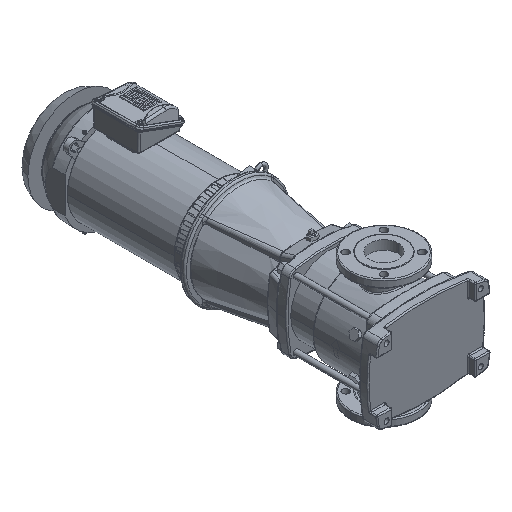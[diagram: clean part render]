
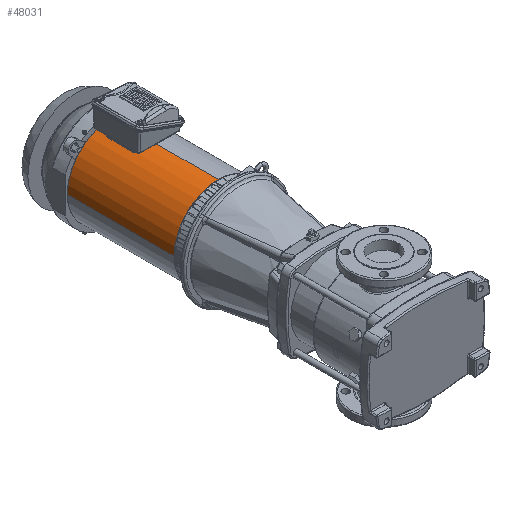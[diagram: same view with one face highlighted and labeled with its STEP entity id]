
A CAD part, isometric view. The second image highlights one B-rep face of the part: STEP entity #48031.
In plain terms, the highlighted cylindrical face has radius 124.3 mm (diameter 248.6 mm), a partial arc.
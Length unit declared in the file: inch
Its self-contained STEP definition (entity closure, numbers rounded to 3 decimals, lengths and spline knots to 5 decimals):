
#22 = ORIENTED_EDGE ( 'NONE', *, *, #70369, .F. ) ;
#598 = DIRECTION ( 'NONE',  ( -1., 0., 0. ) ) ;
#2065 = DIRECTION ( 'NONE',  ( 0., -1., 0. ) ) ;
#2266 = LINE ( 'NONE', #91419, #111382 ) ;
#4056 = AXIS2_PLACEMENT_3D ( 'NONE', #131179, #86184, #40483 ) ;
#6386 = AXIS2_PLACEMENT_3D ( 'NONE', #78088, #66287, #47090 ) ;
#7452 = VERTEX_POINT ( 'NONE', #93017 ) ;
#35059 = VERTEX_POINT ( 'NONE', #113675 ) ;
#40483 = DIRECTION ( 'NONE',  ( 0., 0., 1. ) ) ;
#44502 = CARTESIAN_POINT ( 'NONE',  ( -5.69447, -0.19649, 4.8937 ) ) ;
#44743 = EDGE_LOOP ( 'NONE', ( #88259, #100649, #131320, #22 ) ) ;
#47090 = DIRECTION ( 'NONE',  ( 0., -1., 0. ) ) ;
#47859 = DIRECTION ( 'NONE',  ( -1., 0., 0. ) ) ;
#48031 = ADVANCED_FACE ( 'NONE', ( #98693 ), #51532, .T. ) ;
#51532 = CYLINDRICAL_SURFACE ( 'NONE', #4056, 4.8937 ) ;
#59832 = LINE ( 'NONE', #115901, #110187 ) ;
#65107 = CIRCLE ( 'NONE', #6386, 4.8937 ) ;
#66287 = DIRECTION ( 'NONE',  ( -1., 0., 0. ) ) ;
#66917 = AXIS2_PLACEMENT_3D ( 'NONE', #102280, #598, #2065 ) ;
#68082 = EDGE_CURVE ( 'NONE', #7452, #87829, #59832, .T. ) ;
#70369 = EDGE_CURVE ( 'NONE', #130443, #35059, #2266, .T. ) ;
#77061 = DIRECTION ( 'NONE',  ( -1., 0., 0. ) ) ;
#78088 = CARTESIAN_POINT ( 'NONE',  ( 6.11655, -0.19649, 0. ) ) ;
#86184 = DIRECTION ( 'NONE',  ( -1., 0., 0. ) ) ;
#87829 = VERTEX_POINT ( 'NONE', #44502 ) ;
#88259 = ORIENTED_EDGE ( 'NONE', *, *, #120671, .T. ) ;
#90497 = EDGE_CURVE ( 'NONE', #35059, #87829, #97558, .T. ) ;
#91419 = CARTESIAN_POINT ( 'NONE',  ( 38.54453, -5.09019, 0.00085 ) ) ;
#93017 = CARTESIAN_POINT ( 'NONE',  ( 6.11655, -0.19649, 4.8937 ) ) ;
#97558 = CIRCLE ( 'NONE', #66917, 4.8937 ) ;
#98693 = FACE_OUTER_BOUND ( 'NONE', #44743, .T. ) ;
#100649 = ORIENTED_EDGE ( 'NONE', *, *, #68082, .T. ) ;
#102280 = CARTESIAN_POINT ( 'NONE',  ( -5.69447, -0.19649, 0. ) ) ;
#107464 = CARTESIAN_POINT ( 'NONE',  ( 6.11655, -5.09019, 0.00085 ) ) ;
#110187 = VECTOR ( 'NONE', #77061, 39.37008 ) ;
#111382 = VECTOR ( 'NONE', #47859, 39.37008 ) ;
#113675 = CARTESIAN_POINT ( 'NONE',  ( -5.69447, -5.09019, 0.00085 ) ) ;
#115901 = CARTESIAN_POINT ( 'NONE',  ( 38.54453, -0.19649, 4.8937 ) ) ;
#120671 = EDGE_CURVE ( 'NONE', #130443, #7452, #65107, .T. ) ;
#130443 = VERTEX_POINT ( 'NONE', #107464 ) ;
#131179 = CARTESIAN_POINT ( 'NONE',  ( 38.54453, -0.19649, 0. ) ) ;
#131320 = ORIENTED_EDGE ( 'NONE', *, *, #90497, .F. ) ;
